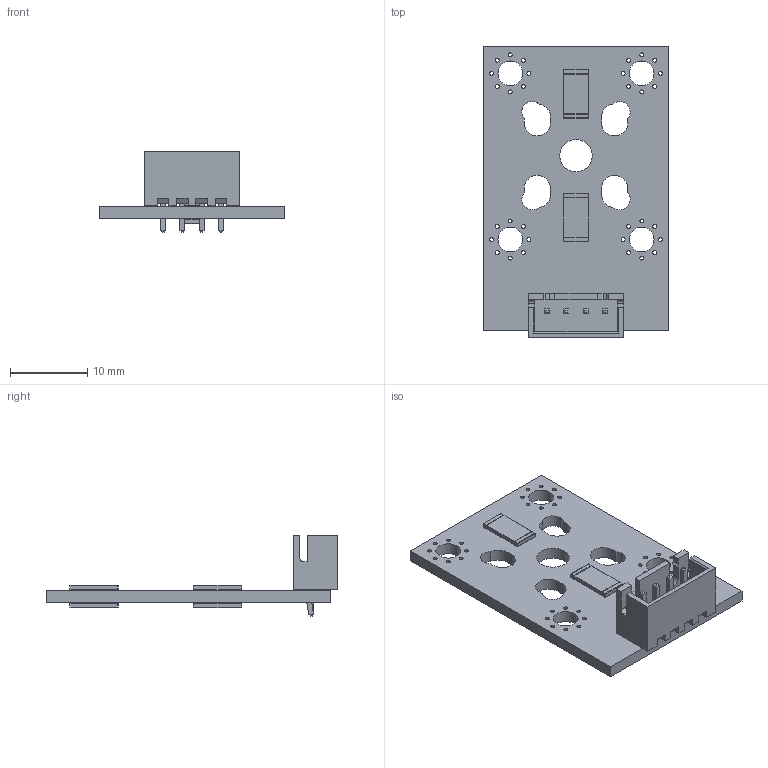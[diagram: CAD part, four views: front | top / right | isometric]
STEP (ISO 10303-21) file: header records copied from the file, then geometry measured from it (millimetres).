
FILE_DESCRIPTION(('KiCad electronic assembly'),'2;1');
FILE_NAME('strain gauge.step','2023-10-09T14:59:04',('Pcbnew'),('Kicad') ,'Open CASCADE STEP processor 7.7','KiCad to STEP converter','Unknown' );
FILE_SCHEMA(('AUTOMOTIVE_DESIGN { 1 0 10303 214 1 1 1 1 }'));
Length unit declared in the file: millimetre
Products named in the file (6): strain gauge 1; JST_XH_B4B-XH-A_1x04_P2.50mm_Vertical; SOLID; R_2512_6332Metric; minimal PCB
Assembly tree (8 placements, depth 3):
  strain gauge 1
    JST_XH_B4B-XH-A_1x04_P2.50mm_Vertical
      SOLID
    R_2512_6332Metric  x4
      SOLID
    minimal PCB
Bounding box: 24 x 37.7 x 10.4 mm (x, y, z)
Volume: 1516.9 mm3; surface area: 2849.2 mm2
Topology: 6 solids, 6 shells, 316 faces, 846 edges, 550 vertices
Faces by surface type: plane 215, cylinder 101
Full cylindrical faces by diameter (mm): 0.5 x32, 0.95 x4, 3.2 x4, 4.2 x1
Entity records: 17651 total; most frequent: CARTESIAN_POINT 3463, DIRECTION 2402, LINE 1586, VECTOR 1586, ORIENTED_EDGE 1284, PCURVE 1284, DEFINITIONAL_REPRESENTATION 1284, EDGE_CURVE 642
